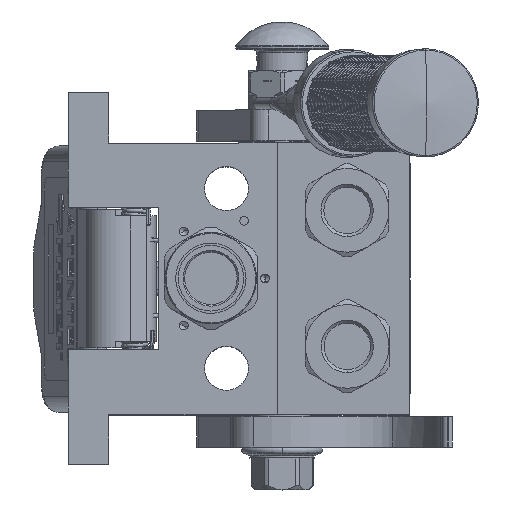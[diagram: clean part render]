
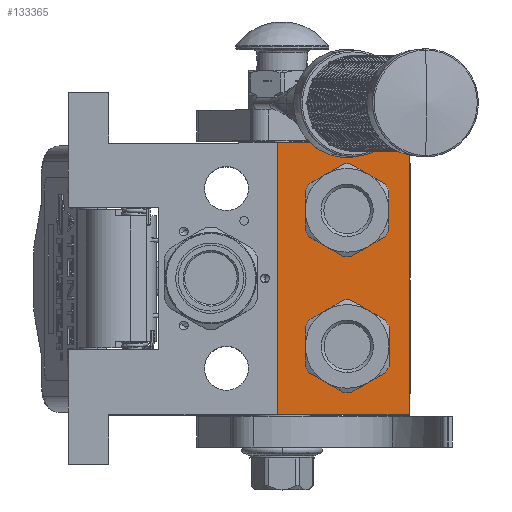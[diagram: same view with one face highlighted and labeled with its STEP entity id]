
A CAD part, top view. The second image highlights one B-rep face of the part: STEP entity #133365.
In plain terms, the highlighted face is planar.
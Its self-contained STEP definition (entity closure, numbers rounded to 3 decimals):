
#379 = FACE_BOUND ( 'NONE', #51956, .T. ) ;
#1925 = AXIS2_PLACEMENT_3D ( 'NONE', #162125, #129986, #68909 ) ;
#3738 = CARTESIAN_POINT ( 'NONE',  ( -22., 8.9, -32.15 ) ) ;
#3912 = CIRCLE ( 'NONE', #43752, 12.15 ) ;
#4647 = CARTESIAN_POINT ( 'NONE',  ( -22., 8.9, -7.85 ) ) ;
#5272 = FACE_BOUND ( 'NONE', #157580, .T. ) ;
#7646 = FACE_OUTER_BOUND ( 'NONE', #76232, .T. ) ;
#9003 = CIRCLE ( 'NONE', #199242, 12.15 ) ;
#19567 = EDGE_CURVE ( 'NONE', #74201, #195962, #3912, .T. ) ;
#19959 = EDGE_CURVE ( 'NONE', #62726, #114689, #23450, .T. ) ;
#22222 = ORIENTED_EDGE ( 'NONE', *, *, #177853, .F. ) ;
#22411 = LINE ( 'NONE', #36449, #123131 ) ;
#23450 = LINE ( 'NONE', #202945, #70038 ) ;
#27014 = DIRECTION ( 'NONE',  ( 1., 0., 0. ) ) ;
#29053 = DIRECTION ( 'NONE',  ( 0., -1., 0. ) ) ;
#31959 = ORIENTED_EDGE ( 'NONE', *, *, #19959, .F. ) ;
#33832 = DIRECTION ( 'NONE',  ( 0., -1., 0. ) ) ;
#34139 = CARTESIAN_POINT ( 'NONE',  ( 44., 8.9, 0. ) ) ;
#35748 = VECTOR ( 'NONE', #150673, 1000. ) ;
#36397 = VERTEX_POINT ( 'NONE', #93646 ) ;
#36449 = CARTESIAN_POINT ( 'NONE',  ( 44., 8.9, 0. ) ) ;
#36507 = CARTESIAN_POINT ( 'NONE',  ( -22., 8.9, -20. ) ) ;
#38690 = AXIS2_PLACEMENT_3D ( 'NONE', #42814, #29053, #27014 ) ;
#40487 = DIRECTION ( 'NONE',  ( 0., -1., 0. ) ) ;
#42331 = ORIENTED_EDGE ( 'NONE', *, *, #68119, .T. ) ;
#42814 = CARTESIAN_POINT ( 'NONE',  ( 0., 8.9, 0. ) ) ;
#43424 = ORIENTED_EDGE ( 'NONE', *, *, #81414, .T. ) ;
#43752 = AXIS2_PLACEMENT_3D ( 'NONE', #36507, #33832, #161210 ) ;
#45284 = ORIENTED_EDGE ( 'NONE', *, *, #19567, .F. ) ;
#49577 = DIRECTION ( 'NONE',  ( 0., 0., 1. ) ) ;
#51956 = EDGE_LOOP ( 'NONE', ( #183373, #45284 ) ) ;
#54363 = EDGE_CURVE ( 'NONE', #114689, #86877, #22411, .T. ) ;
#60373 = DIRECTION ( 'NONE',  ( 1., 0., 0. ) ) ;
#60404 = CARTESIAN_POINT ( 'NONE',  ( -44., 8.9, 0. ) ) ;
#62726 = VERTEX_POINT ( 'NONE', #60404 ) ;
#67341 = VERTEX_POINT ( 'NONE', #98822 ) ;
#68119 = EDGE_CURVE ( 'NONE', #130125, #86877, #82295, .T. ) ;
#68909 = DIRECTION ( 'NONE',  ( 0., 0., -1. ) ) ;
#70038 = VECTOR ( 'NONE', #60373, 1000. ) ;
#74201 = VERTEX_POINT ( 'NONE', #4647 ) ;
#76232 = EDGE_LOOP ( 'NONE', ( #43424, #42331, #180513, #31959 ) ) ;
#79030 = LINE ( 'NONE', #171639, #182116 ) ;
#81414 = EDGE_CURVE ( 'NONE', #62726, #130125, #79030, .T. ) ;
#82295 = LINE ( 'NONE', #135648, #35748 ) ;
#85608 = EDGE_CURVE ( 'NONE', #195962, #74201, #91843, .T. ) ;
#86877 = VERTEX_POINT ( 'NONE', #87604 ) ;
#87604 = CARTESIAN_POINT ( 'NONE',  ( 44., 8.9, -42.5 ) ) ;
#91843 = CIRCLE ( 'NONE', #1925, 12.15 ) ;
#93646 = CARTESIAN_POINT ( 'NONE',  ( 22., 8.9, -7.85 ) ) ;
#98822 = CARTESIAN_POINT ( 'NONE',  ( 22., 8.9, -32.15 ) ) ;
#110603 = DIRECTION ( 'NONE',  ( 0., 0., -1. ) ) ;
#114689 = VERTEX_POINT ( 'NONE', #34139 ) ;
#115375 = CARTESIAN_POINT ( 'NONE',  ( -44., 8.9, -42.5 ) ) ;
#123131 = VECTOR ( 'NONE', #163183, 1000. ) ;
#127040 = DIRECTION ( 'NONE',  ( 0., -1., 0. ) ) ;
#129986 = DIRECTION ( 'NONE',  ( 0., -1., 0. ) ) ;
#130125 = VERTEX_POINT ( 'NONE', #115375 ) ;
#133365 = ADVANCED_FACE ( 'NONE', ( #5272, #379, #7646 ), #184633, .T. ) ;
#135648 = CARTESIAN_POINT ( 'NONE',  ( -44., 8.9, -42.5 ) ) ;
#137835 = ORIENTED_EDGE ( 'NONE', *, *, #153784, .F. ) ;
#150673 = DIRECTION ( 'NONE',  ( 1., 0., 0. ) ) ;
#153784 = EDGE_CURVE ( 'NONE', #67341, #36397, #176928, .T. ) ;
#157580 = EDGE_LOOP ( 'NONE', ( #137835, #22222 ) ) ;
#161210 = DIRECTION ( 'NONE',  ( 0., 0., 1. ) ) ;
#162125 = CARTESIAN_POINT ( 'NONE',  ( -22., 8.9, -20. ) ) ;
#163183 = DIRECTION ( 'NONE',  ( 0., 0., -1. ) ) ;
#171639 = CARTESIAN_POINT ( 'NONE',  ( -44., 8.9, 0. ) ) ;
#174714 = AXIS2_PLACEMENT_3D ( 'NONE', #194760, #40487, #181653 ) ;
#175654 = CARTESIAN_POINT ( 'NONE',  ( 22., 8.9, -20. ) ) ;
#176928 = CIRCLE ( 'NONE', #174714, 12.15 ) ;
#177853 = EDGE_CURVE ( 'NONE', #36397, #67341, #9003, .T. ) ;
#180513 = ORIENTED_EDGE ( 'NONE', *, *, #54363, .F. ) ;
#181653 = DIRECTION ( 'NONE',  ( 0., 0., -1. ) ) ;
#182116 = VECTOR ( 'NONE', #110603, 1000. ) ;
#183373 = ORIENTED_EDGE ( 'NONE', *, *, #85608, .F. ) ;
#184633 = PLANE ( 'NONE',  #38690 ) ;
#194760 = CARTESIAN_POINT ( 'NONE',  ( 22., 8.9, -20. ) ) ;
#195962 = VERTEX_POINT ( 'NONE', #3738 ) ;
#199242 = AXIS2_PLACEMENT_3D ( 'NONE', #175654, #127040, #49577 ) ;
#202945 = CARTESIAN_POINT ( 'NONE',  ( -44., 8.9, 0. ) ) ;
